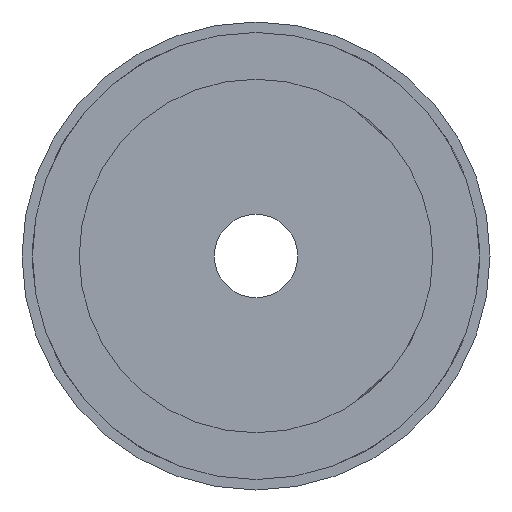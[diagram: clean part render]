
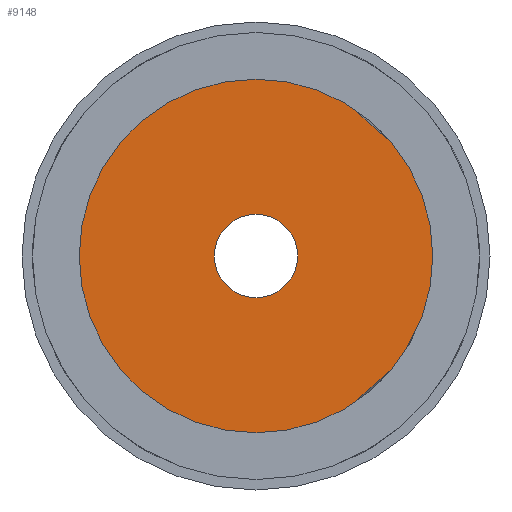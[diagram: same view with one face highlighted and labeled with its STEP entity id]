
A CAD part, left-side view. The second image highlights one B-rep face of the part: STEP entity #9148.
In plain terms, the highlighted planar face has unit normal (-1, 0, 0).
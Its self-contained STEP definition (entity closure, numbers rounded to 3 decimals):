
#74 = CYLINDRICAL_SURFACE('',#75,34.);
#75 = AXIS2_PLACEMENT_3D('',#76,#77,#78);
#76 = CARTESIAN_POINT('',(49.,0.,0.));
#77 = DIRECTION('',(1.,0.,0.));
#78 = DIRECTION('',(0.,-0.866,0.5));
#4028 = VERTEX_POINT('',#4029);
#4029 = CARTESIAN_POINT('',(58.,-29.445,17.));
#4050 = EDGE_CURVE('',#4028,#4028,#4051,.T.);
#4051 = SURFACE_CURVE('',#4052,(#4057,#4064),.PCURVE_S1.);
#4052 = CIRCLE('',#4053,34.);
#4053 = AXIS2_PLACEMENT_3D('',#4054,#4055,#4056);
#4054 = CARTESIAN_POINT('',(58.,0.,0.));
#4055 = DIRECTION('',(1.,0.,0.));
#4056 = DIRECTION('',(0.,-0.866,0.5));
#4057 = PCURVE('',#74,#4058);
#4058 = DEFINITIONAL_REPRESENTATION('',(#4059),#4063);
#4059 = LINE('',#4060,#4061);
#4060 = CARTESIAN_POINT('',(0.,9.));
#4061 = VECTOR('',#4062,1.);
#4062 = DIRECTION('',(1.,0.));
#4063 = ( GEOMETRIC_REPRESENTATION_CONTEXT(2) 
PARAMETRIC_REPRESENTATION_CONTEXT() REPRESENTATION_CONTEXT('2D SPACE',''
  ) );
#4064 = PCURVE('',#4065,#4070);
#4065 = PLANE('',#4066);
#4066 = AXIS2_PLACEMENT_3D('',#4067,#4068,#4069);
#4067 = CARTESIAN_POINT('',(58.,0.,0.));
#4068 = DIRECTION('',(1.,0.,0.));
#4069 = DIRECTION('',(0.,-0.866,0.5));
#4070 = DEFINITIONAL_REPRESENTATION('',(#4071),#4075);
#4071 = CIRCLE('',#4072,34.);
#4072 = AXIS2_PLACEMENT_2D('',#4073,#4074);
#4073 = CARTESIAN_POINT('',(0.,0.));
#4074 = DIRECTION('',(1.,0.));
#4075 = ( GEOMETRIC_REPRESENTATION_CONTEXT(2) 
PARAMETRIC_REPRESENTATION_CONTEXT() REPRESENTATION_CONTEXT('2D SPACE',''
  ) );
#9148 = ADVANCED_FACE('',(#9149,#9152),#4065,.F.);
#9149 = FACE_BOUND('',#9150,.F.);
#9150 = EDGE_LOOP('',(#9151));
#9151 = ORIENTED_EDGE('',*,*,#4050,.T.);
#9152 = FACE_BOUND('',#9153,.F.);
#9153 = EDGE_LOOP('',(#9154));
#9154 = ORIENTED_EDGE('',*,*,#9155,.F.);
#9155 = EDGE_CURVE('',#9156,#9156,#9158,.T.);
#9156 = VERTEX_POINT('',#9157);
#9157 = CARTESIAN_POINT('',(58.,-6.928,4.));
#9158 = SURFACE_CURVE('',#9159,(#9164,#9171),.PCURVE_S1.);
#9159 = CIRCLE('',#9160,8.);
#9160 = AXIS2_PLACEMENT_3D('',#9161,#9162,#9163);
#9161 = CARTESIAN_POINT('',(58.,0.,0.));
#9162 = DIRECTION('',(1.,0.,0.));
#9163 = DIRECTION('',(0.,-0.866,0.5));
#9164 = PCURVE('',#4065,#9165);
#9165 = DEFINITIONAL_REPRESENTATION('',(#9166),#9170);
#9166 = CIRCLE('',#9167,8.);
#9167 = AXIS2_PLACEMENT_2D('',#9168,#9169);
#9168 = CARTESIAN_POINT('',(0.,0.));
#9169 = DIRECTION('',(1.,0.));
#9170 = ( GEOMETRIC_REPRESENTATION_CONTEXT(2) 
PARAMETRIC_REPRESENTATION_CONTEXT() REPRESENTATION_CONTEXT('2D SPACE',''
  ) );
#9171 = PCURVE('',#9172,#9177);
#9172 = CYLINDRICAL_SURFACE('',#9173,8.);
#9173 = AXIS2_PLACEMENT_3D('',#9174,#9175,#9176);
#9174 = CARTESIAN_POINT('',(58.,0.,0.));
#9175 = DIRECTION('',(1.,0.,0.));
#9176 = DIRECTION('',(0.,-0.866,0.5));
#9177 = DEFINITIONAL_REPRESENTATION('',(#9178),#9182);
#9178 = LINE('',#9179,#9180);
#9179 = CARTESIAN_POINT('',(0.,0.));
#9180 = VECTOR('',#9181,1.);
#9181 = DIRECTION('',(1.,0.));
#9182 = ( GEOMETRIC_REPRESENTATION_CONTEXT(2) 
PARAMETRIC_REPRESENTATION_CONTEXT() REPRESENTATION_CONTEXT('2D SPACE',''
  ) );
